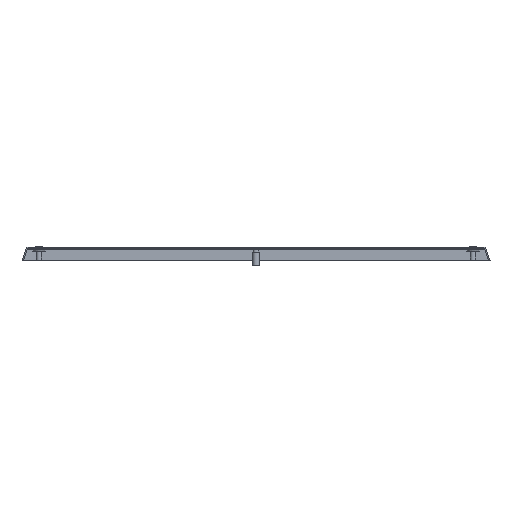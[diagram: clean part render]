
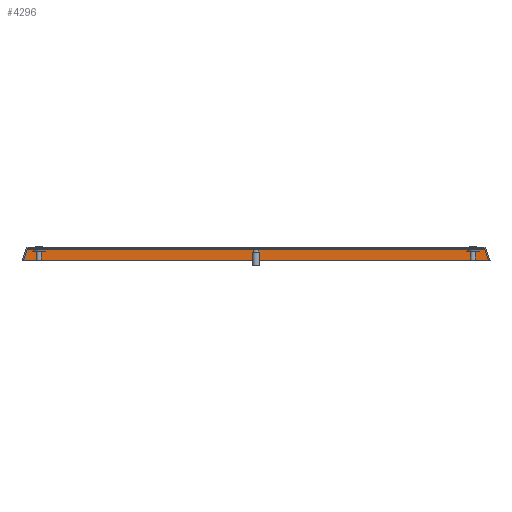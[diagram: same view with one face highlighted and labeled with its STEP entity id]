
A CAD part, front view. The second image highlights one B-rep face of the part: STEP entity #4296.
In plain terms, the highlighted planar face has unit normal (0, -1, 0).
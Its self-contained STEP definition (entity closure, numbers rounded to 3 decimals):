
#120 = LINE ( 'NONE', #3215, #2964 ) ;
#226 = CARTESIAN_POINT ( 'NONE',  ( 273.363, 800.4, -16. ) ) ;
#797 = CARTESIAN_POINT ( 'NONE',  ( 221.005, 800.4, 145.142 ) ) ;
#1147 = CARTESIAN_POINT ( 'NONE',  ( -273.513, 800.4, -16.464 ) ) ;
#1281 = LINE ( 'NONE', #797, #3081 ) ;
#1853 = VERTEX_POINT ( 'NONE', #6501 ) ;
#2039 = EDGE_CURVE ( 'NONE', #1853, #5901, #5839, .T. ) ;
#2358 = CARTESIAN_POINT ( 'NONE',  ( 0., 800.4, -1.5 ) ) ;
#2523 = EDGE_CURVE ( 'NONE', #2586, #5901, #3872, .T. ) ;
#2586 = VERTEX_POINT ( 'NONE', #4150 ) ;
#2672 = VECTOR ( 'NONE', #3272, 1000. ) ;
#2731 = ORIENTED_EDGE ( 'NONE', *, *, #2523, .T. ) ;
#2751 = VERTEX_POINT ( 'NONE', #226 ) ;
#2817 = ORIENTED_EDGE ( 'NONE', *, *, #2039, .F. ) ;
#2964 = VECTOR ( 'NONE', #6372, 1000. ) ;
#3081 = VECTOR ( 'NONE', #6563, 1000. ) ;
#3215 = CARTESIAN_POINT ( 'NONE',  ( 0., 800.4, -16. ) ) ;
#3272 = DIRECTION ( 'NONE',  ( 0.309, 0., 0.951 ) ) ;
#3369 = ORIENTED_EDGE ( 'NONE', *, *, #6742, .F. ) ;
#3761 = AXIS2_PLACEMENT_3D ( 'NONE', #5700, #4596, #6317 ) ;
#3872 = LINE ( 'NONE', #2358, #4846 ) ;
#4150 = CARTESIAN_POINT ( 'NONE',  ( 268.651, 800.4, -1.5 ) ) ;
#4296 = ADVANCED_FACE ( 'NONE', ( #6834 ), #6764, .F. ) ;
#4596 = DIRECTION ( 'NONE',  ( 0., 1., 0. ) ) ;
#4711 = EDGE_CURVE ( 'NONE', #2586, #2751, #1281, .T. ) ;
#4846 = VECTOR ( 'NONE', #6592, 1000. ) ;
#4959 = CARTESIAN_POINT ( 'NONE',  ( -268.651, 800.4, -1.5 ) ) ;
#5235 = EDGE_LOOP ( 'NONE', ( #3369, #5882, #2731, #2817 ) ) ;
#5700 = CARTESIAN_POINT ( 'NONE',  ( -274.94, 800.4, -16. ) ) ;
#5839 = LINE ( 'NONE', #1147, #2672 ) ;
#5882 = ORIENTED_EDGE ( 'NONE', *, *, #4711, .F. ) ;
#5901 = VERTEX_POINT ( 'NONE', #4959 ) ;
#6317 = DIRECTION ( 'NONE',  ( 0., 0., 1. ) ) ;
#6372 = DIRECTION ( 'NONE',  ( -1., 0., 0. ) ) ;
#6501 = CARTESIAN_POINT ( 'NONE',  ( -273.363, 800.4, -16. ) ) ;
#6563 = DIRECTION ( 'NONE',  ( 0.309, 0., -0.951 ) ) ;
#6592 = DIRECTION ( 'NONE',  ( -1., 0., 0. ) ) ;
#6742 = EDGE_CURVE ( 'NONE', #2751, #1853, #120, .T. ) ;
#6764 = PLANE ( 'NONE',  #3761 ) ;
#6834 = FACE_OUTER_BOUND ( 'NONE', #5235, .T. ) ;
